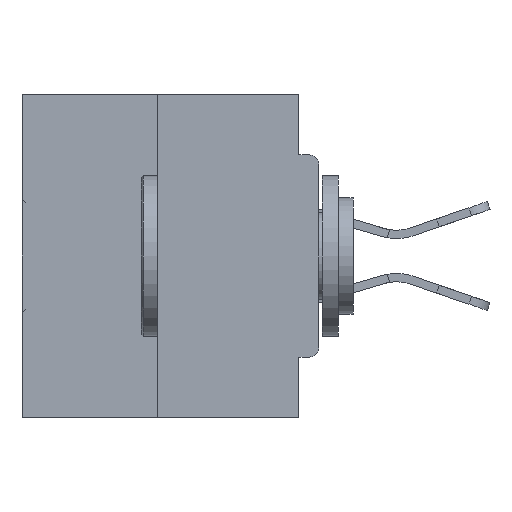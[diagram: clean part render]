
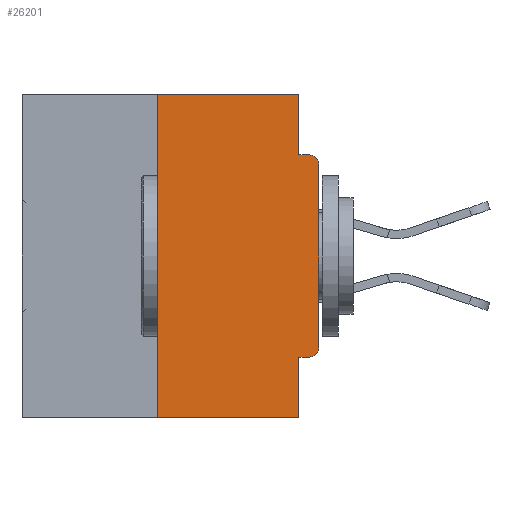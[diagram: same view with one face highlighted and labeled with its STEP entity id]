
A CAD part, left-side view. The second image highlights one B-rep face of the part: STEP entity #26201.
In plain terms, the highlighted planar face has unit normal (-1, 0, 0).
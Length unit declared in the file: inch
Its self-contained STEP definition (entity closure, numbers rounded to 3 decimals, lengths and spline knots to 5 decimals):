
#641 = AXIS2_PLACEMENT_3D ( 'NONE', #24255, #7389, #27734 ) ;
#1450 = ORIENTED_EDGE ( 'NONE', *, *, #23550, .F. ) ;
#1491 = CARTESIAN_POINT ( 'NONE',  ( 0., 0.015, -0.3915 ) ) ;
#2903 = CARTESIAN_POINT ( 'NONE',  ( 0., 0.25, 0. ) ) ;
#3292 = CARTESIAN_POINT ( 'NONE',  ( 0., 0.46, 0. ) ) ;
#3315 = AXIS2_PLACEMENT_3D ( 'NONE', #1491, #25434, #8835 ) ;
#3648 = CARTESIAN_POINT ( 'NONE',  ( 0., 0.031, 0. ) ) ;
#5432 = VECTOR ( 'NONE', #31138, 39.37008 ) ;
#5445 = VERTEX_POINT ( 'NONE', #29859 ) ;
#6132 = ORIENTED_EDGE ( 'NONE', *, *, #42448, .F. ) ;
#6506 = DIRECTION ( 'NONE',  ( 0., 0., 1. ) ) ;
#6600 = CARTESIAN_POINT ( 'NONE',  ( 0., 0.25, 0. ) ) ;
#6648 = EDGE_LOOP ( 'NONE', ( #41465, #1450, #12603, #42357, #6132, #14017, #18330, #42963, #38078, #42702 ) ) ;
#6879 = CARTESIAN_POINT ( 'NONE',  ( 0., 0., 0. ) ) ;
#7067 = DIRECTION ( 'NONE',  ( 0., -1., 0. ) ) ;
#7389 = DIRECTION ( 'NONE',  ( -1., 0., 0. ) ) ;
#7509 = CARTESIAN_POINT ( 'NONE',  ( 0., 0.46, -0.5 ) ) ;
#8826 = LINE ( 'NONE', #3648, #17329 ) ;
#8835 = DIRECTION ( 'NONE',  ( 0., 0., -1. ) ) ;
#8900 = EDGE_CURVE ( 'NONE', #40806, #31345, #40121, .T. ) ;
#9110 = PLANE ( 'NONE',  #21131 ) ;
#9264 = CARTESIAN_POINT ( 'NONE',  ( 0., 0.015, -0.4065 ) ) ;
#10658 = EDGE_CURVE ( 'NONE', #14164, #15518, #41541, .T. ) ;
#11512 = CARTESIAN_POINT ( 'NONE',  ( 0., 0.015, -0.0935 ) ) ;
#12603 = ORIENTED_EDGE ( 'NONE', *, *, #8900, .T. ) ;
#14017 = ORIENTED_EDGE ( 'NONE', *, *, #42128, .T. ) ;
#14124 = VECTOR ( 'NONE', #7067, 39.37008 ) ;
#14164 = VERTEX_POINT ( 'NONE', #35807 ) ;
#15518 = VERTEX_POINT ( 'NONE', #11512 ) ;
#15970 = CARTESIAN_POINT ( 'NONE',  ( 0., 0.46, 0. ) ) ;
#17329 = VECTOR ( 'NONE', #27442, 39.37008 ) ;
#17797 = LINE ( 'NONE', #2903, #32278 ) ;
#17927 = VERTEX_POINT ( 'NONE', #19318 ) ;
#18330 = ORIENTED_EDGE ( 'NONE', *, *, #37137, .T. ) ;
#19318 = CARTESIAN_POINT ( 'NONE',  ( 0., 0.031, -0.4065 ) ) ;
#19477 = LINE ( 'NONE', #3292, #14124 ) ;
#20432 = DIRECTION ( 'NONE',  ( 0., 1., 0. ) ) ;
#21131 = AXIS2_PLACEMENT_3D ( 'NONE', #15970, #36911, #39864 ) ;
#21423 = VERTEX_POINT ( 'NONE', #41214 ) ;
#22544 = VERTEX_POINT ( 'NONE', #25021 ) ;
#23074 = LINE ( 'NONE', #31352, #28971 ) ;
#23445 = CARTESIAN_POINT ( 'NONE',  ( 0., 0., -0.4065 ) ) ;
#23550 = EDGE_CURVE ( 'NONE', #40806, #42356, #17797, .T. ) ;
#24024 = CARTESIAN_POINT ( 'NONE',  ( 0., 0.25, -0.5 ) ) ;
#24240 = FACE_OUTER_BOUND ( 'NONE', #6648, .T. ) ;
#24255 = CARTESIAN_POINT ( 'NONE',  ( 0., 0.015, -0.1085 ) ) ;
#24888 = CARTESIAN_POINT ( 'NONE',  ( 0., 0.031, -0.5 ) ) ;
#25021 = CARTESIAN_POINT ( 'NONE',  ( 0., 0.031, -0.0935 ) ) ;
#25434 = DIRECTION ( 'NONE',  ( -1., 0., 0. ) ) ;
#25552 = EDGE_CURVE ( 'NONE', #5445, #22544, #8826, .T. ) ;
#26201 = ADVANCED_FACE ( 'NONE', ( #24240 ), #9110, .F. ) ;
#27065 = DIRECTION ( 'NONE',  ( 0., 0., 1. ) ) ;
#27442 = DIRECTION ( 'NONE',  ( 0., 0., -1. ) ) ;
#27484 = DIRECTION ( 'NONE',  ( 0., 0., -1. ) ) ;
#27734 = DIRECTION ( 'NONE',  ( 0., 0., -1. ) ) ;
#28352 = VECTOR ( 'NONE', #27065, 39.37008 ) ;
#28971 = VECTOR ( 'NONE', #34772, 39.37008 ) ;
#29373 = VERTEX_POINT ( 'NONE', #9264 ) ;
#29381 = LINE ( 'NONE', #37351, #39487 ) ;
#29563 = EDGE_CURVE ( 'NONE', #17927, #31345, #29381, .T. ) ;
#29859 = CARTESIAN_POINT ( 'NONE',  ( 0., 0.031, 0. ) ) ;
#31138 = DIRECTION ( 'NONE',  ( 0., -1., 0. ) ) ;
#31345 = VERTEX_POINT ( 'NONE', #24888 ) ;
#31352 = CARTESIAN_POINT ( 'NONE',  ( 0., 0., -0.0935 ) ) ;
#32192 = VECTOR ( 'NONE', #20432, 39.37008 ) ;
#32278 = VECTOR ( 'NONE', #6506, 39.37008 ) ;
#34227 = EDGE_CURVE ( 'NONE', #22544, #15518, #23074, .T. ) ;
#34358 = CIRCLE ( 'NONE', #3315, 0.015 ) ;
#34772 = DIRECTION ( 'NONE',  ( 0., -1., 0. ) ) ;
#35807 = CARTESIAN_POINT ( 'NONE',  ( 0., 0., -0.1085 ) ) ;
#36911 = DIRECTION ( 'NONE',  ( 1., 0., 0. ) ) ;
#37137 = EDGE_CURVE ( 'NONE', #21423, #14164, #42766, .T. ) ;
#37351 = CARTESIAN_POINT ( 'NONE',  ( 0., 0.031, -0.5 ) ) ;
#38078 = ORIENTED_EDGE ( 'NONE', *, *, #34227, .F. ) ;
#39487 = VECTOR ( 'NONE', #27484, 39.37008 ) ;
#39864 = DIRECTION ( 'NONE',  ( 0., 0., -1. ) ) ;
#40121 = LINE ( 'NONE', #7509, #5432 ) ;
#40806 = VERTEX_POINT ( 'NONE', #24024 ) ;
#41188 = LINE ( 'NONE', #23445, #32192 ) ;
#41214 = CARTESIAN_POINT ( 'NONE',  ( 0., 0., -0.3915 ) ) ;
#41465 = ORIENTED_EDGE ( 'NONE', *, *, #43915, .F. ) ;
#41541 = CIRCLE ( 'NONE', #641, 0.015 ) ;
#42128 = EDGE_CURVE ( 'NONE', #29373, #21423, #34358, .T. ) ;
#42356 = VERTEX_POINT ( 'NONE', #6600 ) ;
#42357 = ORIENTED_EDGE ( 'NONE', *, *, #29563, .F. ) ;
#42448 = EDGE_CURVE ( 'NONE', #29373, #17927, #41188, .T. ) ;
#42702 = ORIENTED_EDGE ( 'NONE', *, *, #25552, .F. ) ;
#42766 = LINE ( 'NONE', #6879, #28352 ) ;
#42963 = ORIENTED_EDGE ( 'NONE', *, *, #10658, .T. ) ;
#43915 = EDGE_CURVE ( 'NONE', #42356, #5445, #19477, .T. ) ;
